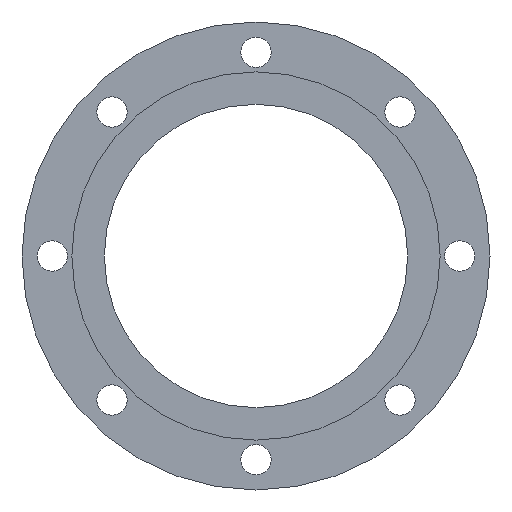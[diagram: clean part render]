
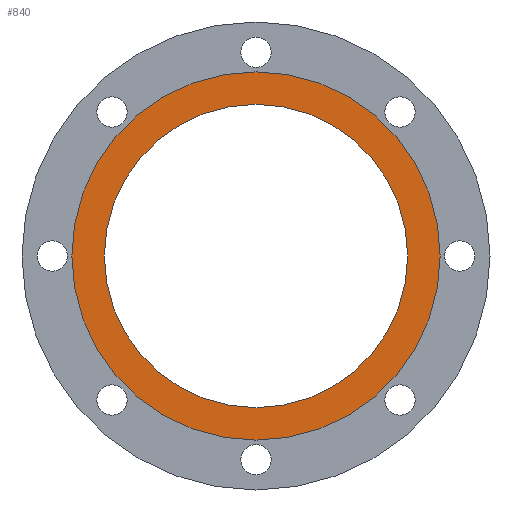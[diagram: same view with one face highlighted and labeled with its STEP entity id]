
A CAD part, left-side view. The second image highlights one B-rep face of the part: STEP entity #840.
In plain terms, the highlighted planar face has unit normal (-1, 0, 0).
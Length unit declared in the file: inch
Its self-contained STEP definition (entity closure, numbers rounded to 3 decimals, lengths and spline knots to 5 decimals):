
#66 = DIRECTION ( 'NONE',  ( 0., 0., 1. ) ) ;
#108 = EDGE_CURVE ( 'NONE', #299, #123, #738, .T. ) ;
#122 = FACE_OUTER_BOUND ( 'NONE', #468, .T. ) ;
#123 = VERTEX_POINT ( 'NONE', #975 ) ;
#138 = EDGE_CURVE ( 'NONE', #674, #760, #449, .T. ) ;
#171 = CARTESIAN_POINT ( 'NONE',  ( -0.14414, 0., 0. ) ) ;
#217 = DIRECTION ( 'NONE',  ( -1., 0., 0. ) ) ;
#236 = ORIENTED_EDGE ( 'NONE', *, *, #372, .F. ) ;
#299 = VERTEX_POINT ( 'NONE', #301 ) ;
#301 = CARTESIAN_POINT ( 'NONE',  ( -0.14414, 0., -5.3125 ) ) ;
#343 = EDGE_LOOP ( 'NONE', ( #236, #637 ) ) ;
#359 = DIRECTION ( 'NONE',  ( 0., 0., 1. ) ) ;
#372 = EDGE_CURVE ( 'NONE', #760, #674, #510, .T. ) ;
#378 = AXIS2_PLACEMENT_3D ( 'NONE', #895, #544, #879 ) ;
#444 = FACE_BOUND ( 'NONE', #343, .T. ) ;
#449 = CIRCLE ( 'NONE', #539, 4.375 ) ;
#463 = ORIENTED_EDGE ( 'NONE', *, *, #108, .T. ) ;
#466 = CARTESIAN_POINT ( 'NONE',  ( -0.14414, 0., 0. ) ) ;
#468 = EDGE_LOOP ( 'NONE', ( #904, #463 ) ) ;
#478 = EDGE_CURVE ( 'NONE', #123, #299, #1045, .T. ) ;
#510 = CIRCLE ( 'NONE', #687, 4.375 ) ;
#539 = AXIS2_PLACEMENT_3D ( 'NONE', #171, #813, #566 ) ;
#544 = DIRECTION ( 'NONE',  ( -1., 0., 0. ) ) ;
#566 = DIRECTION ( 'NONE',  ( 0., 0., 1. ) ) ;
#567 = CARTESIAN_POINT ( 'NONE',  ( -0.14414, 0., 4.375 ) ) ;
#637 = ORIENTED_EDGE ( 'NONE', *, *, #138, .F. ) ;
#674 = VERTEX_POINT ( 'NONE', #988 ) ;
#687 = AXIS2_PLACEMENT_3D ( 'NONE', #466, #797, #66 ) ;
#695 = CARTESIAN_POINT ( 'NONE',  ( -0.14414, 0., 0. ) ) ;
#738 = CIRCLE ( 'NONE', #1043, 5.3125 ) ;
#760 = VERTEX_POINT ( 'NONE', #567 ) ;
#765 = DIRECTION ( 'NONE',  ( -1., 0., 0. ) ) ;
#775 = CARTESIAN_POINT ( 'NONE',  ( -0.14414, 0., 0. ) ) ;
#797 = DIRECTION ( 'NONE',  ( -1., 0., 0. ) ) ;
#813 = DIRECTION ( 'NONE',  ( -1., 0., 0. ) ) ;
#840 = ADVANCED_FACE ( 'NONE', ( #122, #444 ), #855, .T. ) ;
#855 = PLANE ( 'NONE',  #1016 ) ;
#879 = DIRECTION ( 'NONE',  ( 0., 0., 1. ) ) ;
#895 = CARTESIAN_POINT ( 'NONE',  ( -0.14414, 0., 0. ) ) ;
#904 = ORIENTED_EDGE ( 'NONE', *, *, #478, .T. ) ;
#975 = CARTESIAN_POINT ( 'NONE',  ( -0.14414, 0., 5.3125 ) ) ;
#988 = CARTESIAN_POINT ( 'NONE',  ( -0.14414, 0., -4.375 ) ) ;
#1016 = AXIS2_PLACEMENT_3D ( 'NONE', #775, #765, #359 ) ;
#1022 = DIRECTION ( 'NONE',  ( 0., 0., 1. ) ) ;
#1043 = AXIS2_PLACEMENT_3D ( 'NONE', #695, #217, #1022 ) ;
#1045 = CIRCLE ( 'NONE', #378, 5.3125 ) ;
